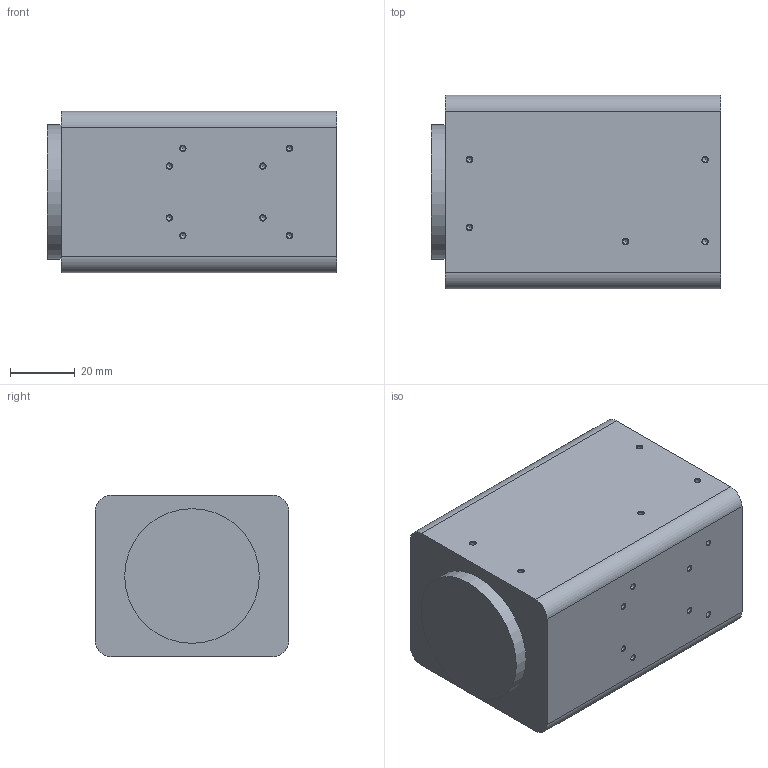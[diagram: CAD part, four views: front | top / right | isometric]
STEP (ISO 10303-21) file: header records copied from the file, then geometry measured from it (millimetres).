
FILE_DESCRIPTION(/* description */ (''),/* implementation_level */ '2;1');
FILE_NAME(/* name */ 'CCD.stp',/* time_stamp */ '2023-11-07T09:19:37+07:00',/* author */ ('Pham Thang'),/* organization */ (''),/* preprocessor_version */ 'ST-DEVELOPER v18.1',/* originating_system */ 'Autodesk Inventor 2021',/* authorisation */ '');
FILE_SCHEMA (('AUTOMOTIVE_DESIGN { 1 0 10303 214 3 1 1 }'));
Length unit declared in the file: millimetre
Products named in the file (1): CCD
Bounding box: 89.7 x 60 x 50 mm (x, y, z)
Volume: 260095.7 mm3; surface area: 24907.7 mm2
Topology: 1 solids, 1 shells, 78 faces, 225 edges, 150 vertices
Faces by surface type: cone 44, cylinder 27, plane 7
Full cylindrical faces by diameter (mm): 1.6 x22, 41.7 x1
Entity records: 2569 total; most frequent: DIRECTION 481, CARTESIAN_POINT 432, ORIENTED_EDGE 406, EDGE_CURVE 203, AXIS2_PLACEMENT_3D 199, VERTEX_POINT 150, CIRCLE 120, EDGE_LOOP 101
